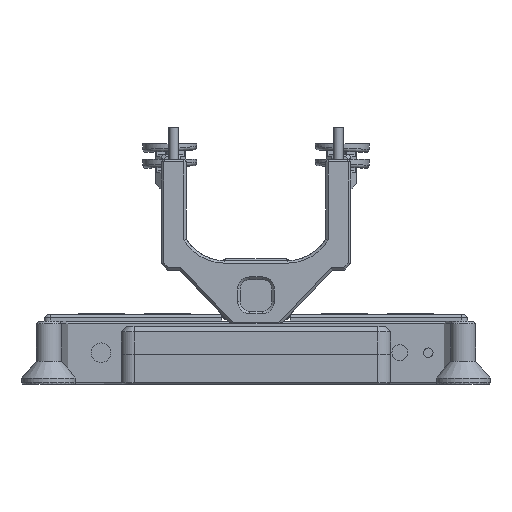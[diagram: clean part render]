
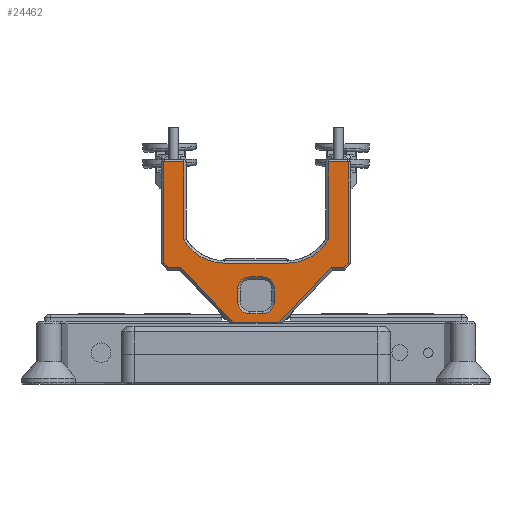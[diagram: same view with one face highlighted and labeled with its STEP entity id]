
A CAD part, left-side view. The second image highlights one B-rep face of the part: STEP entity #24462.
In plain terms, the highlighted planar face has unit normal (-1, 0, 0).
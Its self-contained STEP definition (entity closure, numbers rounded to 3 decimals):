
#2336=VECTOR('',#37267,1.);
#2386=VECTOR('',#37343,1.);
#2387=VECTOR('',#37344,1.);
#2388=VECTOR('',#37345,1.);
#2389=VECTOR('',#37346,1.);
#2390=VECTOR('',#37347,1.);
#2391=VECTOR('',#37348,1.);
#2392=VECTOR('',#37349,1.);
#2393=VECTOR('',#37352,1.);
#2394=VECTOR('',#37355,1.);
#2395=VECTOR('',#37356,1.);
#2396=VECTOR('',#37357,1.);
#2397=VECTOR('',#37358,1.);
#2398=VECTOR('',#37359,1.);
#2399=VECTOR('',#37360,1.);
#2400=VECTOR('',#37363,1.);
#2401=VECTOR('',#37366,1.);
#2402=VECTOR('',#37369,1.);
#4942=LINE('',#29165,#2336);
#4992=LINE('',#29276,#2386);
#4993=LINE('',#29278,#2387);
#4994=LINE('',#29280,#2388);
#4995=LINE('',#29282,#2389);
#4996=LINE('',#29284,#2390);
#4997=LINE('',#29286,#2391);
#4998=LINE('',#29288,#2392);
#4999=LINE('',#29292,#2393);
#5000=LINE('',#29296,#2394);
#5001=LINE('',#29298,#2395);
#5002=LINE('',#29300,#2396);
#5003=LINE('',#29302,#2397);
#5004=LINE('',#29303,#2398);
#5005=LINE('',#29306,#2399);
#5006=LINE('',#29310,#2400);
#5007=LINE('',#29314,#2401);
#5008=LINE('',#29318,#2402);
#6833=CIRCLE('',#42430,14.8);
#6834=CIRCLE('',#42431,14.8);
#6835=CIRCLE('',#42432,3.8);
#6836=CIRCLE('',#42433,3.8);
#6837=CIRCLE('',#42434,3.8);
#6838=CIRCLE('',#42435,3.8);
#7908=VERTEX_POINT('',#29162);
#7909=VERTEX_POINT('',#29164);
#7953=VERTEX_POINT('',#29275);
#7954=VERTEX_POINT('',#29277);
#7955=VERTEX_POINT('',#29279);
#7956=VERTEX_POINT('',#29281);
#7957=VERTEX_POINT('',#29283);
#7958=VERTEX_POINT('',#29285);
#7959=VERTEX_POINT('',#29287);
#7960=VERTEX_POINT('',#29289);
#7961=VERTEX_POINT('',#29291);
#7962=VERTEX_POINT('',#29293);
#7963=VERTEX_POINT('',#29295);
#7964=VERTEX_POINT('',#29297);
#7965=VERTEX_POINT('',#29299);
#7966=VERTEX_POINT('',#29301);
#7967=VERTEX_POINT('',#29304);
#7968=VERTEX_POINT('',#29305);
#7969=VERTEX_POINT('',#29307);
#7970=VERTEX_POINT('',#29309);
#7971=VERTEX_POINT('',#29311);
#7972=VERTEX_POINT('',#29313);
#7973=VERTEX_POINT('',#29315);
#7974=VERTEX_POINT('',#29317);
#10498=EDGE_CURVE('',#7909,#7908,#4942,.T.);
#10553=EDGE_CURVE('',#7909,#7953,#4992,.T.);
#10554=EDGE_CURVE('',#7908,#7954,#4993,.T.);
#10555=EDGE_CURVE('',#7954,#7955,#4994,.T.);
#10556=EDGE_CURVE('',#7955,#7956,#4995,.T.);
#10557=EDGE_CURVE('',#7956,#7957,#4996,.T.);
#10558=EDGE_CURVE('',#7957,#7958,#4997,.T.);
#10559=EDGE_CURVE('',#7958,#7959,#4998,.T.);
#10560=EDGE_CURVE('',#7959,#7960,#6833,.F.);
#10561=EDGE_CURVE('',#7960,#7961,#4999,.T.);
#10562=EDGE_CURVE('',#7962,#7961,#6834,.F.);
#10563=EDGE_CURVE('',#7963,#7962,#5000,.T.);
#10564=EDGE_CURVE('',#7964,#7963,#5001,.T.);
#10565=EDGE_CURVE('',#7965,#7964,#5002,.T.);
#10566=EDGE_CURVE('',#7966,#7965,#5003,.T.);
#10567=EDGE_CURVE('',#7953,#7966,#5004,.T.);
#10568=EDGE_CURVE('',#7967,#7968,#5005,.T.);
#10569=EDGE_CURVE('',#7969,#7968,#6835,.F.);
#10570=EDGE_CURVE('',#7970,#7969,#5006,.T.);
#10571=EDGE_CURVE('',#7971,#7970,#6836,.F.);
#10572=EDGE_CURVE('',#7971,#7972,#5007,.T.);
#10573=EDGE_CURVE('',#7972,#7973,#6837,.F.);
#10574=EDGE_CURVE('',#7973,#7974,#5008,.T.);
#10575=EDGE_CURVE('',#7974,#7967,#6838,.F.);
#15092=ORIENTED_EDGE('',*,*,#10553,.F.);
#15093=ORIENTED_EDGE('',*,*,#10498,.T.);
#15094=ORIENTED_EDGE('',*,*,#10554,.T.);
#15095=ORIENTED_EDGE('',*,*,#10555,.T.);
#15096=ORIENTED_EDGE('',*,*,#10556,.T.);
#15097=ORIENTED_EDGE('',*,*,#10557,.T.);
#15098=ORIENTED_EDGE('',*,*,#10558,.T.);
#15099=ORIENTED_EDGE('',*,*,#10559,.T.);
#15100=ORIENTED_EDGE('',*,*,#10560,.T.);
#15101=ORIENTED_EDGE('',*,*,#10561,.T.);
#15102=ORIENTED_EDGE('',*,*,#10562,.F.);
#15103=ORIENTED_EDGE('',*,*,#10563,.F.);
#15104=ORIENTED_EDGE('',*,*,#10564,.F.);
#15105=ORIENTED_EDGE('',*,*,#10565,.F.);
#15106=ORIENTED_EDGE('',*,*,#10566,.F.);
#15107=ORIENTED_EDGE('',*,*,#10567,.F.);
#15108=ORIENTED_EDGE('',*,*,#10568,.T.);
#15109=ORIENTED_EDGE('',*,*,#10569,.F.);
#15110=ORIENTED_EDGE('',*,*,#10570,.F.);
#15111=ORIENTED_EDGE('',*,*,#10571,.F.);
#15112=ORIENTED_EDGE('',*,*,#10572,.T.);
#15113=ORIENTED_EDGE('',*,*,#10573,.T.);
#15114=ORIENTED_EDGE('',*,*,#10574,.T.);
#15115=ORIENTED_EDGE('',*,*,#10575,.T.);
#20237=EDGE_LOOP('',(#15092,#15093,#15094,#15095,#15096,#15097,#15098,#15099,
#15100,#15101,#15102,#15103,#15104,#15105,#15106,#15107));
#20238=EDGE_LOOP('',(#15108,#15109,#15110,#15111,#15112,#15113,#15114,#15115));
#21913=FACE_BOUND('',#20237,.T.);
#21914=FACE_BOUND('',#20238,.T.);
#23346=PLANE('',#42429);
#24462=ADVANCED_FACE('',(#21913,#21914),#23346,.T.);
#29162=CARTESIAN_POINT('',(14396.933,7346.813,51099.996));
#29164=CARTESIAN_POINT('',(14396.933,7361.295,51099.996));
#29165=CARTESIAN_POINT('',(14396.933,7339.05,51099.996));
#29274=CARTESIAN_POINT('',(14396.933,7339.05,51108.3));
#29275=CARTESIAN_POINT('',(14396.933,7377.807,51117.499));
#29276=CARTESIAN_POINT('',(14396.933,7369.096,51108.264));
#29277=CARTESIAN_POINT('',(14396.933,7330.301,51117.499));
#29278=CARTESIAN_POINT('',(14396.933,7339.012,51108.264));
#29279=CARTESIAN_POINT('',(14396.933,7326.385,51117.499));
#29280=CARTESIAN_POINT('',(14396.933,7326.054,51117.499));
#29281=CARTESIAN_POINT('',(14396.933,7324.854,51119.03));
#29282=CARTESIAN_POINT('',(14396.933,7325.42,51118.464));
#29283=CARTESIAN_POINT('',(14396.933,7324.854,51150.896));
#29284=CARTESIAN_POINT('',(14396.933,7324.854,51148.296));
#29285=CARTESIAN_POINT('',(14396.933,7331.254,51150.896));
#29286=CARTESIAN_POINT('',(14396.933,7330.123,51150.896));
#29287=CARTESIAN_POINT('',(14396.933,7331.254,51126.266));
#29288=CARTESIAN_POINT('',(14396.933,7331.254,51115.359));
#29289=CARTESIAN_POINT('',(14396.933,7344.054,51118.896));
#29290=CARTESIAN_POINT('',(14396.933,7344.054,51133.696));
#29291=CARTESIAN_POINT('',(14396.933,7364.054,51118.896));
#29292=CARTESIAN_POINT('',(14396.933,7339.05,51118.896));
#29293=CARTESIAN_POINT('',(14396.933,7376.854,51126.266));
#29294=CARTESIAN_POINT('',(14396.933,7364.054,51133.696));
#29295=CARTESIAN_POINT('',(14396.933,7376.854,51150.896));
#29296=CARTESIAN_POINT('',(14396.933,7376.854,51115.359));
#29297=CARTESIAN_POINT('',(14396.933,7383.254,51150.896));
#29298=CARTESIAN_POINT('',(14396.933,7377.985,51150.896));
#29299=CARTESIAN_POINT('',(14396.933,7383.254,51119.03));
#29300=CARTESIAN_POINT('',(14396.933,7383.254,51148.296));
#29301=CARTESIAN_POINT('',(14396.933,7381.723,51117.499));
#29302=CARTESIAN_POINT('',(14396.933,7382.688,51118.464));
#29303=CARTESIAN_POINT('',(14396.933,7382.054,51117.499));
#29304=CARTESIAN_POINT('',(14396.933,7352.054,51102.921));
#29305=CARTESIAN_POINT('',(14396.933,7356.054,51102.921));
#29306=CARTESIAN_POINT('',(14396.933,7339.05,51102.921));
#29307=CARTESIAN_POINT('',(14396.933,7359.854,51106.721));
#29308=CARTESIAN_POINT('',(14396.933,7356.054,51106.721));
#29309=CARTESIAN_POINT('',(14396.933,7359.854,51110.721));
#29310=CARTESIAN_POINT('',(14396.933,7359.854,51108.3));
#29311=CARTESIAN_POINT('',(14396.933,7356.054,51114.521));
#29312=CARTESIAN_POINT('',(14396.933,7356.054,51110.721));
#29313=CARTESIAN_POINT('',(14396.933,7352.054,51114.521));
#29314=CARTESIAN_POINT('',(14396.933,7339.05,51114.521));
#29315=CARTESIAN_POINT('',(14396.933,7348.254,51110.721));
#29316=CARTESIAN_POINT('',(14396.933,7352.054,51110.721));
#29317=CARTESIAN_POINT('',(14396.933,7348.254,51106.721));
#29318=CARTESIAN_POINT('',(14396.933,7348.254,51108.3));
#29319=CARTESIAN_POINT('',(14396.933,7352.054,51106.721));
#37267=DIRECTION('',(0.,-1.,0.));
#37341=DIRECTION('',(-1.,0.,0.));
#37342=DIRECTION('',(0.,0.,1.));
#37343=DIRECTION('',(0.,0.686,0.727));
#37344=DIRECTION('',(0.,-0.686,0.727));
#37345=DIRECTION('',(0.,-1.,0.));
#37346=DIRECTION('',(0.,-0.707,0.707));
#37347=DIRECTION('',(0.,0.,1.));
#37348=DIRECTION('',(0.,1.,0.));
#37349=DIRECTION('',(0.,0.,-1.));
#37350=DIRECTION('',(-1.,0.,0.));
#37351=DIRECTION('',(0.,0.,1.));
#37352=DIRECTION('',(0.,1.,0.));
#37353=DIRECTION('',(1.,0.,0.));
#37354=DIRECTION('',(0.,0.,1.));
#37355=DIRECTION('',(0.,0.,-1.));
#37356=DIRECTION('',(0.,-1.,0.));
#37357=DIRECTION('',(0.,0.,1.));
#37358=DIRECTION('',(0.,0.707,0.707));
#37359=DIRECTION('',(0.,1.,0.));
#37360=DIRECTION('',(0.,1.,0.));
#37361=DIRECTION('',(1.,0.,0.));
#37362=DIRECTION('',(0.,0.,1.));
#37363=DIRECTION('',(0.,0.,-1.));
#37364=DIRECTION('',(1.,0.,0.));
#37365=DIRECTION('',(0.,0.,1.));
#37366=DIRECTION('',(0.,-1.,0.));
#37367=DIRECTION('',(-1.,0.,0.));
#37368=DIRECTION('',(0.,0.,1.));
#37369=DIRECTION('',(0.,0.,-1.));
#37370=DIRECTION('',(-1.,0.,0.));
#37371=DIRECTION('',(0.,0.,1.));
#42429=AXIS2_PLACEMENT_3D('',#29274,#37341,#37342);
#42430=AXIS2_PLACEMENT_3D('',#29290,#37350,#37351);
#42431=AXIS2_PLACEMENT_3D('',#29294,#37353,#37354);
#42432=AXIS2_PLACEMENT_3D('',#29308,#37361,#37362);
#42433=AXIS2_PLACEMENT_3D('',#29312,#37364,#37365);
#42434=AXIS2_PLACEMENT_3D('',#29316,#37367,#37368);
#42435=AXIS2_PLACEMENT_3D('',#29319,#37370,#37371);
